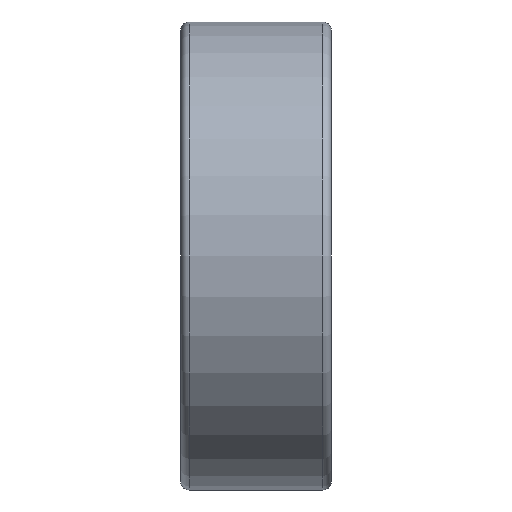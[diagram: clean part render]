
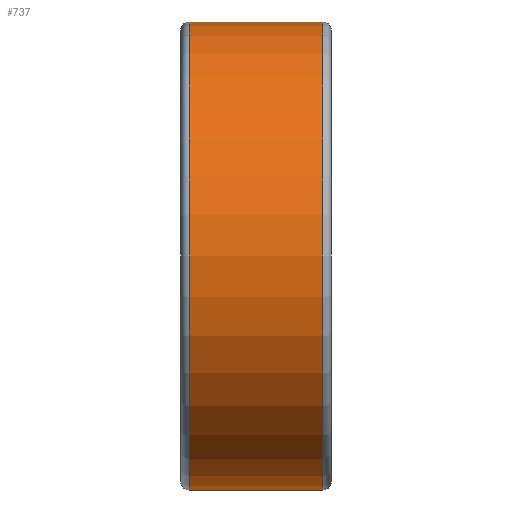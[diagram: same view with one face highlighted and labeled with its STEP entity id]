
A CAD part, front view. The second image highlights one B-rep face of the part: STEP entity #737.
In plain terms, the highlighted cylindrical face has radius 11.113 mm (diameter 22.226 mm), a partial arc.
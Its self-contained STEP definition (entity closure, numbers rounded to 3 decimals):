
#19 = CARTESIAN_POINT ( 'NONE',  ( 6.744, 0., 11.113 ) ) ;
#22 = DIRECTION ( 'NONE',  ( -1., 0., 0. ) ) ;
#54 = CIRCLE ( 'NONE', #242, 11.113 ) ;
#89 = DIRECTION ( 'NONE',  ( -1., 0., 0. ) ) ;
#142 = CARTESIAN_POINT ( 'NONE',  ( -14.537, 0., 11.113 ) ) ;
#213 = CARTESIAN_POINT ( 'NONE',  ( -14.537, 0., 0. ) ) ;
#242 = AXIS2_PLACEMENT_3D ( 'NONE', #628, #89, #717 ) ;
#256 = LINE ( 'NONE', #142, #285 ) ;
#273 = VERTEX_POINT ( 'NONE', #1052 ) ;
#285 = VECTOR ( 'NONE', #321, 1000. ) ;
#291 = CARTESIAN_POINT ( 'NONE',  ( 6.744, 0., -11.113 ) ) ;
#321 = DIRECTION ( 'NONE',  ( -1., 0., 0. ) ) ;
#333 = VERTEX_POINT ( 'NONE', #892 ) ;
#386 = FACE_OUTER_BOUND ( 'NONE', #432, .T. ) ;
#415 = LINE ( 'NONE', #654, #872 ) ;
#429 = ORIENTED_EDGE ( 'NONE', *, *, #969, .F. ) ;
#432 = EDGE_LOOP ( 'NONE', ( #1004, #867, #518, #429 ) ) ;
#446 = VERTEX_POINT ( 'NONE', #19 ) ;
#518 = ORIENTED_EDGE ( 'NONE', *, *, #576, .T. ) ;
#558 = CARTESIAN_POINT ( 'NONE',  ( 6.744, 0., 0. ) ) ;
#575 = DIRECTION ( 'NONE',  ( -1., 0., 0. ) ) ;
#576 = EDGE_CURVE ( 'NONE', #446, #273, #256, .T. ) ;
#628 = CARTESIAN_POINT ( 'NONE',  ( 0.4, 0., 0. ) ) ;
#632 = EDGE_CURVE ( 'NONE', #1118, #446, #949, .T. ) ;
#644 = DIRECTION ( 'NONE',  ( 0., 0., 1. ) ) ;
#654 = CARTESIAN_POINT ( 'NONE',  ( -14.537, 0., -11.113 ) ) ;
#678 = EDGE_CURVE ( 'NONE', #1118, #333, #415, .T. ) ;
#717 = DIRECTION ( 'NONE',  ( 0., 0., 1. ) ) ;
#737 = ADVANCED_FACE ( 'NONE', ( #386 ), #1042, .T. ) ;
#851 = DIRECTION ( 'NONE',  ( 0., 0., 1. ) ) ;
#867 = ORIENTED_EDGE ( 'NONE', *, *, #632, .T. ) ;
#872 = VECTOR ( 'NONE', #1091, 1000. ) ;
#892 = CARTESIAN_POINT ( 'NONE',  ( 0.4, 0., -11.113 ) ) ;
#949 = CIRCLE ( 'NONE', #1141, 11.113 ) ;
#969 = EDGE_CURVE ( 'NONE', #333, #273, #54, .T. ) ;
#1004 = ORIENTED_EDGE ( 'NONE', *, *, #678, .F. ) ;
#1005 = AXIS2_PLACEMENT_3D ( 'NONE', #213, #575, #851 ) ;
#1042 = CYLINDRICAL_SURFACE ( 'NONE', #1005, 11.113 ) ;
#1052 = CARTESIAN_POINT ( 'NONE',  ( 0.4, 0., 11.113 ) ) ;
#1091 = DIRECTION ( 'NONE',  ( -1., 0., 0. ) ) ;
#1118 = VERTEX_POINT ( 'NONE', #291 ) ;
#1141 = AXIS2_PLACEMENT_3D ( 'NONE', #558, #22, #644 ) ;
